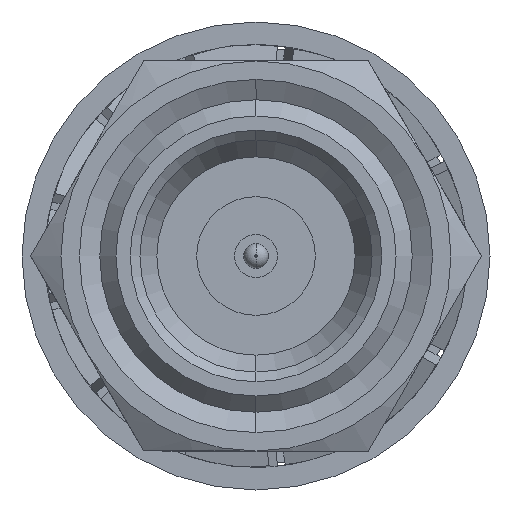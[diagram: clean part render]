
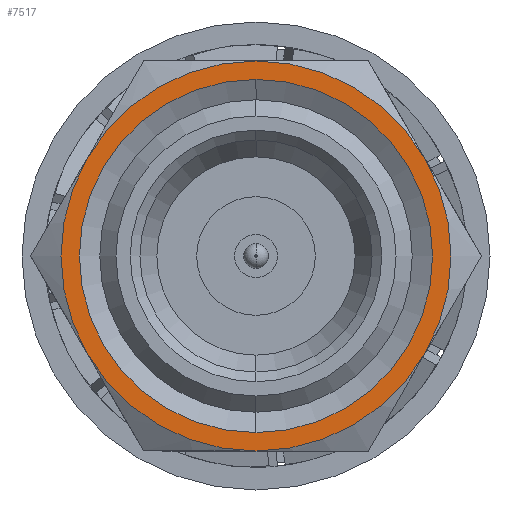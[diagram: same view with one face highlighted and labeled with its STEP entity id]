
A CAD part, left-side view. The second image highlights one B-rep face of the part: STEP entity #7517.
In plain terms, the highlighted planar face has unit normal (-1, 0, 0).
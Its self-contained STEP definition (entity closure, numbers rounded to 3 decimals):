
#252 = CIRCLE ( 'NONE', #1044, 3. ) ;
#302 = CARTESIAN_POINT ( 'NONE',  ( -2.325, 2.598, 1.5 ) ) ;
#381 = CIRCLE ( 'NONE', #3983, 3. ) ;
#442 = CIRCLE ( 'NONE', #2975, 3. ) ;
#460 = CARTESIAN_POINT ( 'NONE',  ( -2.325, 3., 0. ) ) ;
#501 = EDGE_CURVE ( 'NONE', #1376, #5827, #2261, .T. ) ;
#559 = AXIS2_PLACEMENT_3D ( 'NONE', #6026, #3279, #7259 ) ;
#753 = DIRECTION ( 'NONE',  ( 1., 0., 0. ) ) ;
#783 = CARTESIAN_POINT ( 'NONE',  ( -2.325, 0., 3. ) ) ;
#886 = EDGE_CURVE ( 'NONE', #922, #1376, #252, .T. ) ;
#922 = VERTEX_POINT ( 'NONE', #6618 ) ;
#1017 = PLANE ( 'NONE',  #4828 ) ;
#1044 = AXIS2_PLACEMENT_3D ( 'NONE', #3659, #753, #2460 ) ;
#1250 = VERTEX_POINT ( 'NONE', #6354 ) ;
#1376 = VERTEX_POINT ( 'NONE', #5987 ) ;
#1504 = CARTESIAN_POINT ( 'NONE',  ( -2.325, 0., 0. ) ) ;
#1537 = CIRCLE ( 'NONE', #6409, 3. ) ;
#1554 = CARTESIAN_POINT ( 'NONE',  ( -2.325, 0., 0. ) ) ;
#1594 = FACE_OUTER_BOUND ( 'NONE', #1783, .T. ) ;
#1631 = DIRECTION ( 'NONE',  ( -1., 0., 0. ) ) ;
#1783 = EDGE_LOOP ( 'NONE', ( #3880, #5071, #5955, #4658, #2746, #3501 ) ) ;
#2081 = DIRECTION ( 'NONE',  ( 0., 0., -1. ) ) ;
#2143 = DIRECTION ( 'NONE',  ( 0., 0., -1. ) ) ;
#2261 = CIRCLE ( 'NONE', #559, 3. ) ;
#2327 = CIRCLE ( 'NONE', #2904, 3. ) ;
#2342 = CIRCLE ( 'NONE', #7525, 2.717 ) ;
#2460 = DIRECTION ( 'NONE',  ( 0., 0., -1. ) ) ;
#2666 = DIRECTION ( 'NONE',  ( 1., 0., 0. ) ) ;
#2746 = ORIENTED_EDGE ( 'NONE', *, *, #3555, .F. ) ;
#2785 = EDGE_CURVE ( 'NONE', #1250, #6448, #381, .T. ) ;
#2904 = AXIS2_PLACEMENT_3D ( 'NONE', #1504, #5578, #2081 ) ;
#2975 = AXIS2_PLACEMENT_3D ( 'NONE', #3506, #7566, #4100 ) ;
#3207 = DIRECTION ( 'NONE',  ( 1., 0., 0. ) ) ;
#3279 = DIRECTION ( 'NONE',  ( 1., 0., 0. ) ) ;
#3315 = CARTESIAN_POINT ( 'NONE',  ( -2.325, -2.598, -1.5 ) ) ;
#3319 = CARTESIAN_POINT ( 'NONE',  ( -2.325, 0., 0. ) ) ;
#3501 = ORIENTED_EDGE ( 'NONE', *, *, #501, .F. ) ;
#3506 = CARTESIAN_POINT ( 'NONE',  ( -2.325, 0., 0. ) ) ;
#3555 = EDGE_CURVE ( 'NONE', #5827, #3770, #442, .T. ) ;
#3659 = CARTESIAN_POINT ( 'NONE',  ( -2.325, 0., 0. ) ) ;
#3770 = VERTEX_POINT ( 'NONE', #783 ) ;
#3787 = ORIENTED_EDGE ( 'NONE', *, *, #3943, .T. ) ;
#3880 = ORIENTED_EDGE ( 'NONE', *, *, #886, .F. ) ;
#3920 = DIRECTION ( 'NONE',  ( 0., 0., -1. ) ) ;
#3943 = EDGE_CURVE ( 'NONE', #6625, #4313, #2342, .T. ) ;
#3983 = AXIS2_PLACEMENT_3D ( 'NONE', #6157, #2666, #6749 ) ;
#4100 = DIRECTION ( 'NONE',  ( 0., 0., -1. ) ) ;
#4313 = VERTEX_POINT ( 'NONE', #7231 ) ;
#4351 = EDGE_CURVE ( 'NONE', #4313, #6625, #5800, .T. ) ;
#4658 = ORIENTED_EDGE ( 'NONE', *, *, #6963, .F. ) ;
#4710 = FACE_BOUND ( 'NONE', #6595, .T. ) ;
#4828 = AXIS2_PLACEMENT_3D ( 'NONE', #460, #1631, #5705 ) ;
#5071 = ORIENTED_EDGE ( 'NONE', *, *, #5423, .F. ) ;
#5423 = EDGE_CURVE ( 'NONE', #6448, #922, #1537, .T. ) ;
#5578 = DIRECTION ( 'NONE',  ( 1., 0., 0. ) ) ;
#5630 = DIRECTION ( 'NONE',  ( 1., 0., 0. ) ) ;
#5705 = DIRECTION ( 'NONE',  ( 0., 0., 1. ) ) ;
#5800 = CIRCLE ( 'NONE', #7244, 2.717 ) ;
#5827 = VERTEX_POINT ( 'NONE', #302 ) ;
#5955 = ORIENTED_EDGE ( 'NONE', *, *, #2785, .F. ) ;
#5987 = CARTESIAN_POINT ( 'NONE',  ( -2.325, 2.598, -1.5 ) ) ;
#6026 = CARTESIAN_POINT ( 'NONE',  ( -2.325, 0., 0. ) ) ;
#6157 = CARTESIAN_POINT ( 'NONE',  ( -2.325, 0., 0. ) ) ;
#6334 = ORIENTED_EDGE ( 'NONE', *, *, #4351, .T. ) ;
#6354 = CARTESIAN_POINT ( 'NONE',  ( -2.325, -2.598, 1.5 ) ) ;
#6409 = AXIS2_PLACEMENT_3D ( 'NONE', #1554, #5630, #2143 ) ;
#6448 = VERTEX_POINT ( 'NONE', #3315 ) ;
#6595 = EDGE_LOOP ( 'NONE', ( #6334, #3787 ) ) ;
#6618 = CARTESIAN_POINT ( 'NONE',  ( -2.325, 0., -3. ) ) ;
#6625 = VERTEX_POINT ( 'NONE', #6989 ) ;
#6691 = CARTESIAN_POINT ( 'NONE',  ( -2.325, 0., 0. ) ) ;
#6749 = DIRECTION ( 'NONE',  ( 0., 0., -1. ) ) ;
#6963 = EDGE_CURVE ( 'NONE', #3770, #1250, #2327, .T. ) ;
#6989 = CARTESIAN_POINT ( 'NONE',  ( -2.325, 0., -2.717 ) ) ;
#7231 = CARTESIAN_POINT ( 'NONE',  ( -2.325, 0., 2.717 ) ) ;
#7244 = AXIS2_PLACEMENT_3D ( 'NONE', #6691, #3207, #7277 ) ;
#7259 = DIRECTION ( 'NONE',  ( 0., 0., -1. ) ) ;
#7277 = DIRECTION ( 'NONE',  ( 0., 0., -1. ) ) ;
#7385 = DIRECTION ( 'NONE',  ( 1., 0., 0. ) ) ;
#7517 = ADVANCED_FACE ( 'NONE', ( #4710, #1594 ), #1017, .T. ) ;
#7525 = AXIS2_PLACEMENT_3D ( 'NONE', #3319, #7385, #3920 ) ;
#7566 = DIRECTION ( 'NONE',  ( 1., 0., 0. ) ) ;
